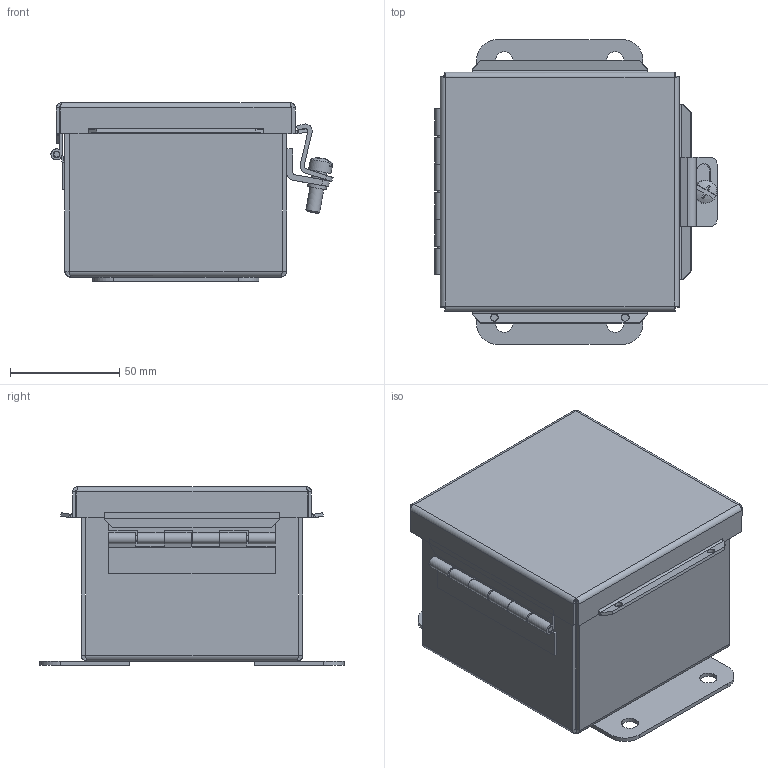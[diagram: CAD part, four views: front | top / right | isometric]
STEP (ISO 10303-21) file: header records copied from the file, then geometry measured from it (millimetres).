
FILE_DESCRIPTION((''),'2;1');
FILE_NAME('B040403CH.iam.stp','2012-02-09T07:13:22',(''),(''),'Autodesk Inventor 2012','Autodesk Inventor 2012','');
FILE_SCHEMA(('AUTOMOTIVE_DESIGN { 1 0 10303 214 1 1 1 1 }'));
Length unit declared in the file: inch
Products named in the file (13): B040403CH; 3481; C1001; C1002; 372134; B040403CHBKP; 328119; 328119LH; 328119P; 328119TH; 316159; 38811; B0404CHLID
Assembly tree (14 placements, depth 3):
  B040403CH
    3481  x2
    C1001
    C1002
    372134
    B040403CHBKP
    328119
      328119LH
      328119P
      328119TH
    316159  x2
    38811
    B0404CHLID
Bounding box: 129.21 x 139.7 x 81.78 mm (x, y, z)
Volume: 156023.2 mm3; surface area: 165197.6 mm2
Topology: 13 solids, 13 shells, 330 faces, 771 edges, 470 vertices
Faces by surface type: plane 229, cylinder 71, bspline 24, sphere 2, cone 2, torus 2
Full cylindrical faces by diameter (mm): 2.54 x1, 2.957 x6, 3.556 x2, 4.826 x1, 4.978 x1, 6.35 x2, 7.874 x4, 8.738 x1, 10.402 x1
Entity records: 9660 total; most frequent: CARTESIAN_POINT 2187, ORIENTED_EDGE 1390, DIRECTION 1388, EDGE_CURVE 695, VECTOR 544, LINE 544, VERTEX_POINT 433, AXIS2_PLACEMENT_3D 422
